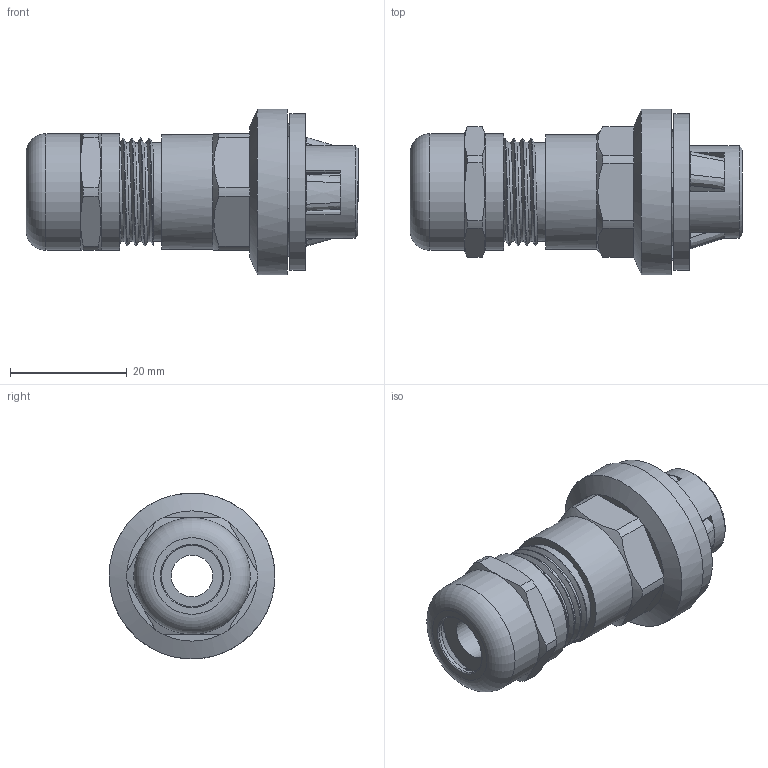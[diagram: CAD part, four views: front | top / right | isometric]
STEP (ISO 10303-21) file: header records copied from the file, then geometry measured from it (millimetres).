
FILE_DESCRIPTION(/* description */ ('Front-Fix M16 - KB: 3-7 mm'),/* implementation_level */ '2;1');
FILE_NAME(/* name */ 'FRONTFIX6016R-RST.stp',/* time_stamp */ '2021-07-19T15:15:43+02:00',/* author */ ('sl'),/* organization */ (''),/* preprocessor_version */ 'ST-DEVELOPER v16.5',/* originating_system */ 'Autodesk Inventor 2017',/* authorisation */ '');
FILE_SCHEMA (('AUTOMOTIVE_DESIGN { 1 0 10303 214 3 1 1 }'));
Length unit declared in the file: millimetre
Products named in the file (8): FRONTFIX6016R; FRONTFIX6016; FRONTFIX6016_1; FRONTFIX6016R_1; FRONTFIX6016_2; FRONTFIX6016_3; FRONTFIX6016_4; FRONTFIX6016_5
Assembly tree (7 placements, depth 2):
  FRONTFIX6016R
    FRONTFIX6016
    FRONTFIX6016_1
    FRONTFIX6016R_1
    FRONTFIX6016_2
    FRONTFIX6016_3
    FRONTFIX6016_4
    FRONTFIX6016_5
Bounding box: 56.81 x 28.4 x 28.4 mm (x, y, z)
Volume: 11275.9 mm3; surface area: 15175.7 mm2
Topology: 7 solids, 7 shells, 536 faces, 1369 edges, 845 vertices
Faces by surface type: cylinder 192, plane 191, bspline 61, torus 51, cone 27, sphere 14
Full cylindrical faces by diameter (mm): 7.12 x1, 10.14 x1, 10.44 x1, 10.57 x1, 11.48 x1, 12.23 x1, 12.45 x1, 13 x1, 13.25 x1, 13.36 x1, 13.38 x1, 14.068 x3, 14.91 x1, 15.85 x1, 16.25 x1, 16.958 x4, 16.97 x1, 17.25 x7, 19.61 x1, 19.95 x2, 23.43 x1, 26.6 x1, 26.8 x1, 28.4 x1
Entity records: 21033 total; most frequent: CARTESIAN_POINT 8632, DIRECTION 2587, ORIENTED_EDGE 2534, EDGE_CURVE 1267, AXIS2_PLACEMENT_3D 1025, VERTEX_POINT 799, EDGE_LOOP 582, LINE 537
